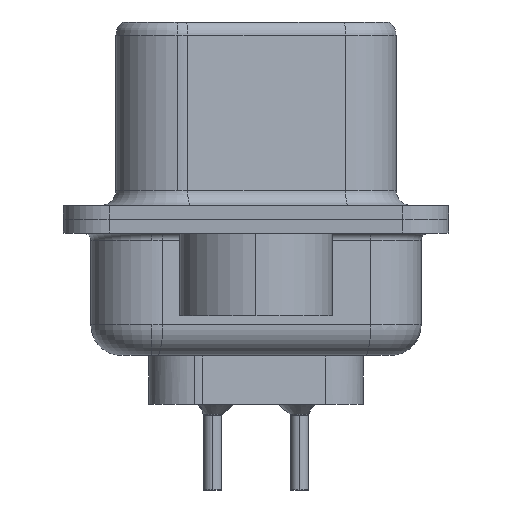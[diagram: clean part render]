
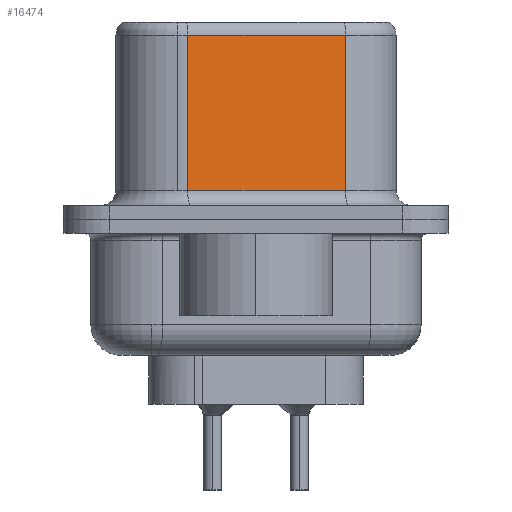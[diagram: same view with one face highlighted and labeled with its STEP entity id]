
A CAD part, left-side view. The second image highlights one B-rep face of the part: STEP entity #16474.
In plain terms, the highlighted planar face has unit normal (-0.985, -0.174, 0).
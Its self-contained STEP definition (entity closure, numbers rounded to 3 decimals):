
#181 = ORIENTED_EDGE ( 'NONE', *, *, #18165, .F. ) ;
#202 = VECTOR ( 'NONE', #14572, 1000. ) ;
#1640 = ORIENTED_EDGE ( 'NONE', *, *, #4691, .T. ) ;
#2129 = DIRECTION ( 'NONE',  ( 0., 0., -1. ) ) ;
#3097 = CARTESIAN_POINT ( 'NONE',  ( 4.575, -2.927, 6.02 ) ) ;
#4691 = EDGE_CURVE ( 'NONE', #4700, #8432, #14275, .T. ) ;
#4700 = VERTEX_POINT ( 'NONE', #18541 ) ;
#5614 = ORIENTED_EDGE ( 'NONE', *, *, #8276, .T. ) ;
#6581 = VECTOR ( 'NONE', #11580, 1000. ) ;
#6690 = CARTESIAN_POINT ( 'NONE',  ( 4.575, -2.927, 6.52 ) ) ;
#6850 = VERTEX_POINT ( 'NONE', #14622 ) ;
#7894 = VERTEX_POINT ( 'NONE', #8797 ) ;
#8091 = DIRECTION ( 'NONE',  ( -0.174, 0.985, 0. ) ) ;
#8276 = EDGE_CURVE ( 'NONE', #7894, #6850, #11745, .T. ) ;
#8432 = VERTEX_POINT ( 'NONE', #12277 ) ;
#8707 = CARTESIAN_POINT ( 'NONE',  ( 3.665, 2.233, 6.52 ) ) ;
#8797 = CARTESIAN_POINT ( 'NONE',  ( 4.575, -2.927, 6.02 ) ) ;
#9443 = ORIENTED_EDGE ( 'NONE', *, *, #16093, .T. ) ;
#10420 = VECTOR ( 'NONE', #17919, 1000. ) ;
#10700 = CARTESIAN_POINT ( 'NONE',  ( 4.575, -2.927, 6.52 ) ) ;
#10772 = LINE ( 'NONE', #8707, #6581 ) ;
#11580 = DIRECTION ( 'NONE',  ( 0., 0., -1. ) ) ;
#11745 = LINE ( 'NONE', #3097, #202 ) ;
#12277 = CARTESIAN_POINT ( 'NONE',  ( 4.575, -2.927, 0.95 ) ) ;
#12316 = PLANE ( 'NONE',  #15887 ) ;
#14275 = LINE ( 'NONE', #17044, #10420 ) ;
#14300 = EDGE_LOOP ( 'NONE', ( #181, #5614, #9443, #1640 ) ) ;
#14535 = VECTOR ( 'NONE', #2129, 1000. ) ;
#14572 = DIRECTION ( 'NONE',  ( -0.174, 0.985, 0. ) ) ;
#14622 = CARTESIAN_POINT ( 'NONE',  ( 3.665, 2.233, 6.02 ) ) ;
#15887 = AXIS2_PLACEMENT_3D ( 'NONE', #6690, #16666, #8091 ) ;
#16093 = EDGE_CURVE ( 'NONE', #6850, #4700, #10772, .T. ) ;
#16474 = ADVANCED_FACE ( 'NONE', ( #16826 ), #12316, .F. ) ;
#16666 = DIRECTION ( 'NONE',  ( 0.985, 0.174, 0. ) ) ;
#16826 = FACE_OUTER_BOUND ( 'NONE', #14300, .T. ) ;
#17044 = CARTESIAN_POINT ( 'NONE',  ( 4.575, -2.927, 0.95 ) ) ;
#17919 = DIRECTION ( 'NONE',  ( 0.174, -0.985, 0. ) ) ;
#18165 = EDGE_CURVE ( 'NONE', #7894, #8432, #18334, .T. ) ;
#18334 = LINE ( 'NONE', #10700, #14535 ) ;
#18541 = CARTESIAN_POINT ( 'NONE',  ( 3.665, 2.233, 0.95 ) ) ;
